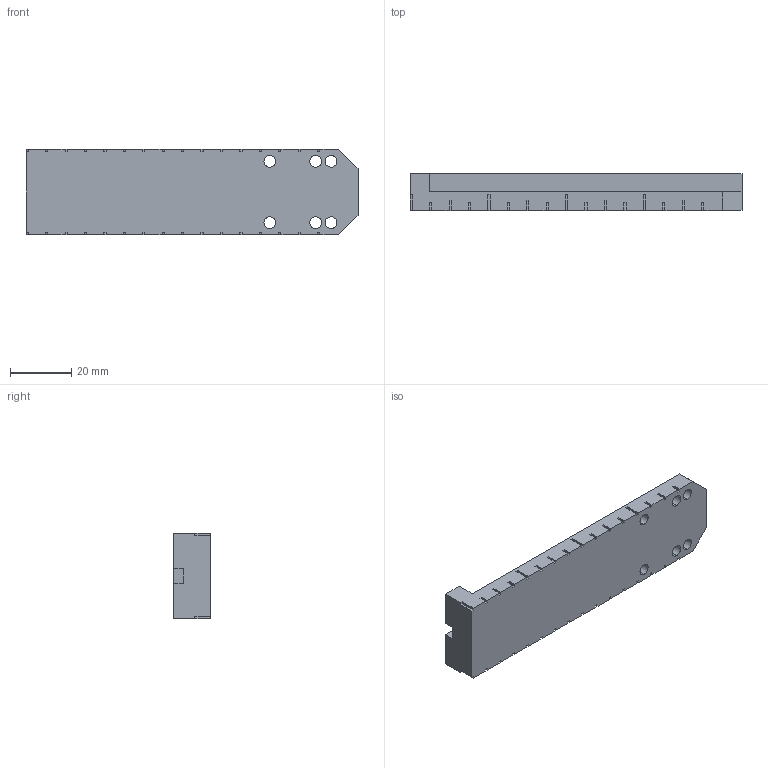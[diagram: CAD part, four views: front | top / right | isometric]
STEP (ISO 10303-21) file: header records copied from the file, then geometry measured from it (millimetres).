
FILE_DESCRIPTION (( 'STEP AP203' ), '1' );
FILE_NAME ('Apollo BVM - Linear Gear Housing Base.STEP', '2020-04-01T22:49:38', ( '' ), ( '' ), 'SwSTEP 2.0', 'SolidWorks 2019', '' );
FILE_SCHEMA (( 'CONFIG_CONTROL_DESIGN' ));
Length unit declared in the file: inch
Products named in the file (1): Apollo BVM - Linear Gear Housing Base
Bounding box: 108.48 x 12.05 x 27.94 mm (x, y, z)
Volume: 27077.7 mm3; surface area: 10656.3 mm2
Topology: 1 solids, 1 shells, 173 faces, 501 edges, 334 vertices
Faces by surface type: plane 145, cylinder 28
Entity records: 5734 total; most frequent: CARTESIAN_POINT 1009, ORIENTED_EDGE 1002, DIRECTION 905, EDGE_CURVE 501, VECTOR 445, LINE 445, VERTEX_POINT 334, AXIS2_PLACEMENT_3D 230
